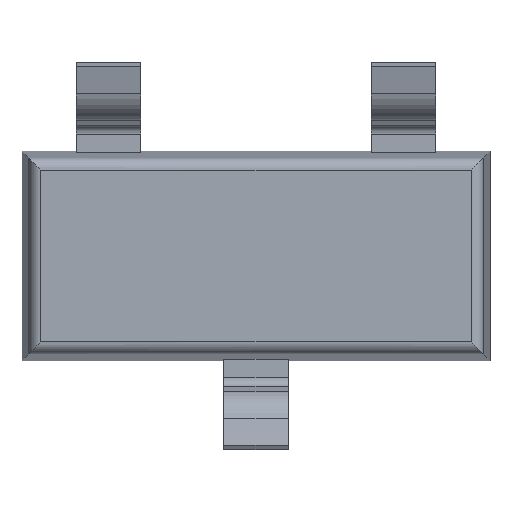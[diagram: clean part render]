
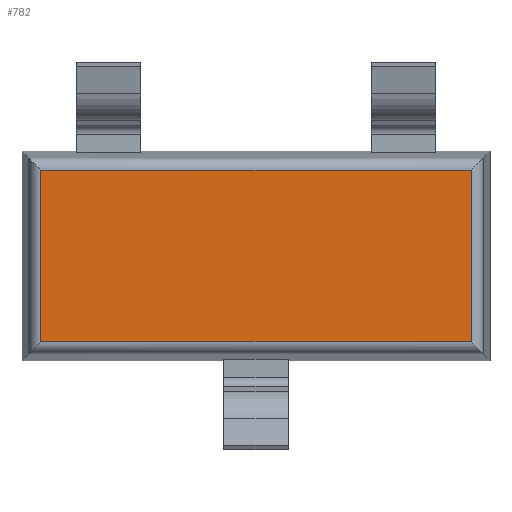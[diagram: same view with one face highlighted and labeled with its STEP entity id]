
A CAD part, front view. The second image highlights one B-rep face of the part: STEP entity #782.
In plain terms, the highlighted planar face has unit normal (0, -1, 0).
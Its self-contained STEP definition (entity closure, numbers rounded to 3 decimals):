
#20 = ORIENTED_EDGE ( 'NONE', *, *, #346, .T. ) ;
#61 = EDGE_LOOP ( 'NONE', ( #2285, #514, #2514, #20 ) ) ;
#99 = EDGE_CURVE ( 'NONE', #2016, #2518, #375, .T. ) ;
#143 = CARTESIAN_POINT ( 'NONE',  ( 1.332, -0.487, 0.6 ) ) ;
#250 = CARTESIAN_POINT ( 'NONE',  ( 0., -0.487, 0. ) ) ;
#341 = VECTOR ( 'NONE', #2041, 1000. ) ;
#346 = EDGE_CURVE ( 'NONE', #982, #2016, #1910, .T. ) ;
#375 = LINE ( 'NONE', #399, #2400 ) ;
#389 = VERTEX_POINT ( 'NONE', #2359 ) ;
#399 = CARTESIAN_POINT ( 'NONE',  ( -1.332, -0.487, -0.6 ) ) ;
#417 = PLANE ( 'NONE',  #778 ) ;
#420 = CARTESIAN_POINT ( 'NONE',  ( -1.4, -0.487, 0.532 ) ) ;
#489 = CARTESIAN_POINT ( 'NONE',  ( 1.332, -0.487, 0.532 ) ) ;
#514 = ORIENTED_EDGE ( 'NONE', *, *, #664, .T. ) ;
#635 = CARTESIAN_POINT ( 'NONE',  ( -1.332, -0.487, -0.532 ) ) ;
#645 = DIRECTION ( 'NONE',  ( 0., 1., 0. ) ) ;
#664 = EDGE_CURVE ( 'NONE', #2518, #389, #2492, .T. ) ;
#719 = FACE_OUTER_BOUND ( 'NONE', #61, .T. ) ;
#778 = AXIS2_PLACEMENT_3D ( 'NONE', #250, #645, #2539 ) ;
#782 = ADVANCED_FACE ( 'NONE', ( #719 ), #417, .F. ) ;
#982 = VERTEX_POINT ( 'NONE', #489 ) ;
#1163 = DIRECTION ( 'NONE',  ( 0., 0., 1. ) ) ;
#1202 = CARTESIAN_POINT ( 'NONE',  ( 1.4, -0.487, -0.532 ) ) ;
#1365 = VECTOR ( 'NONE', #2107, 1000. ) ;
#1379 = VECTOR ( 'NONE', #1163, 1000. ) ;
#1446 = DIRECTION ( 'NONE',  ( 0., 0., -1. ) ) ;
#1541 = EDGE_CURVE ( 'NONE', #389, #982, #2414, .T. ) ;
#1910 = LINE ( 'NONE', #420, #1365 ) ;
#2004 = CARTESIAN_POINT ( 'NONE',  ( -1.332, -0.487, 0.532 ) ) ;
#2016 = VERTEX_POINT ( 'NONE', #2004 ) ;
#2041 = DIRECTION ( 'NONE',  ( 1., 0., 0. ) ) ;
#2107 = DIRECTION ( 'NONE',  ( -1., 0., 0. ) ) ;
#2285 = ORIENTED_EDGE ( 'NONE', *, *, #99, .T. ) ;
#2359 = CARTESIAN_POINT ( 'NONE',  ( 1.332, -0.487, -0.532 ) ) ;
#2400 = VECTOR ( 'NONE', #1446, 1000. ) ;
#2414 = LINE ( 'NONE', #143, #1379 ) ;
#2492 = LINE ( 'NONE', #1202, #341 ) ;
#2514 = ORIENTED_EDGE ( 'NONE', *, *, #1541, .T. ) ;
#2518 = VERTEX_POINT ( 'NONE', #635 ) ;
#2539 = DIRECTION ( 'NONE',  ( 0., 0., 1. ) ) ;
